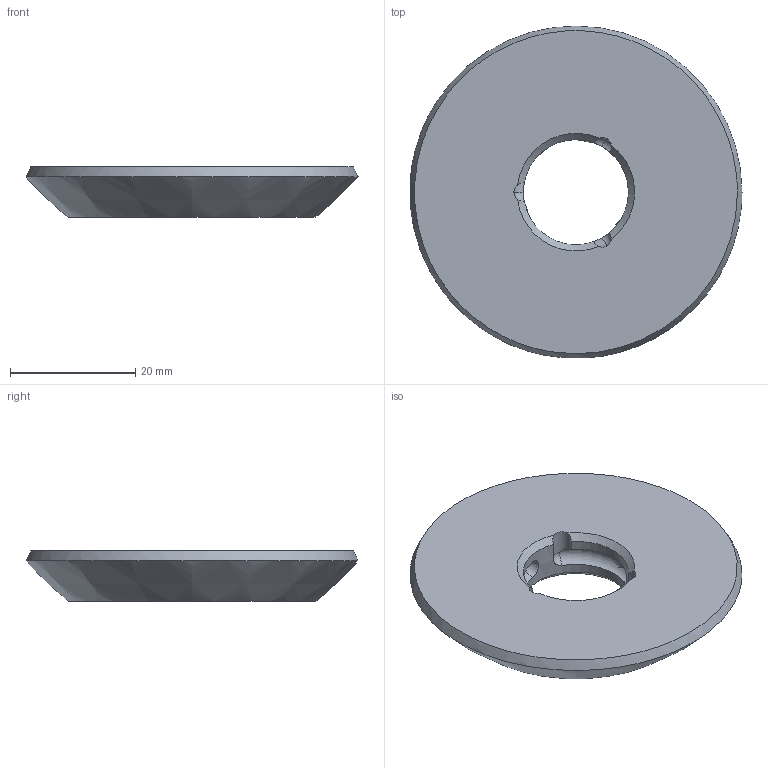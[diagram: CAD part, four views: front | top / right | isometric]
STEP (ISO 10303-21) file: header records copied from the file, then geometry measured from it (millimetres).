
FILE_DESCRIPTION(/* description */ (''),/* implementation_level */ '2;1');
FILE_NAME(/* name */ 'Maker''s Muse/Footage/2020/Easter Egg 2020/Final Puzzle Egg/Step Files/Bottom.step',/* time_stamp */ '2020-04-02T00:35:12+11:00',/* author */ (''),/* organization */ (''),/* preprocessor_version */ 'ST-DEVELOPER v18',/* originating_system */ 'Autodesk Translation Framework v8.12.0.6',/* authorisation */ '');
FILE_SCHEMA (('AUTOMOTIVE_DESIGN { 1 0 10303 214 3 1 1 }'));
Length unit declared in the file: millimetre
Products named in the file (1): Bottom
Bounding box: 53.08 x 53.05 x 8 mm (x, y, z)
Volume: 12505.1 mm3; surface area: 5001.3 mm2
Topology: 1 solids, 1 shells, 25 faces, 71 edges, 42 vertices
Faces by surface type: sphere 9, cylinder 5, cone 4, torus 3, bspline 2, plane 2
Full cylindrical faces by diameter (mm): 16.8 x1
Entity records: 1273 total; most frequent: CARTESIAN_POINT 650, ORIENTED_EDGE 124, DIRECTION 118, EDGE_CURVE 62, AXIS2_PLACEMENT_3D 54, VERTEX_POINT 42, EDGE_LOOP 30, CIRCLE 30
